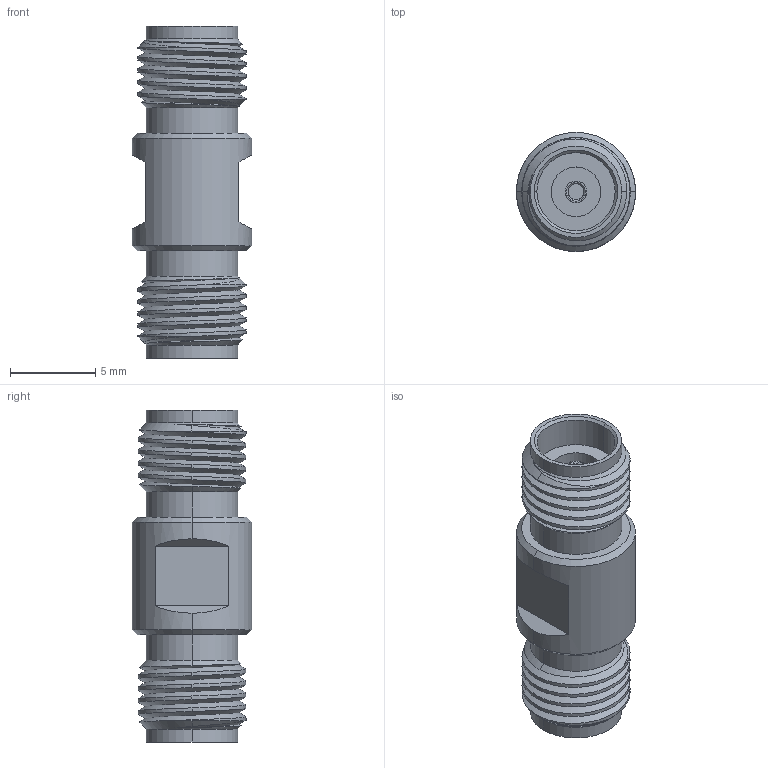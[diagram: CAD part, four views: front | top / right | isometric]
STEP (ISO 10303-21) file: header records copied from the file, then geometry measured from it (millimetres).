
FILE_DESCRIPTION (( 'STEP AP214' ), '1' );
FILE_NAME ('2.92-KK.STEP', '2023-08-31T07:26:44', ( '' ), ( '' ), 'SwSTEP 2.0', 'SolidWorks 2013', '' );
FILE_SCHEMA (( 'AUTOMOTIVE_DESIGN' ));
Length unit declared in the file: millimetre
Products named in the file (1): 2.92-KK
Bounding box: 7 x 7 x 19.51 mm (x, y, z)
Volume: 476 mm3; surface area: 701.6 mm2
Topology: 1 solids, 1 shells, 120 faces, 308 edges, 198 vertices
Faces by surface type: cylinder 48, plane 40, cone 28, bspline 4
Entity records: 4942 total; most frequent: CARTESIAN_POINT 2129, ORIENTED_EDGE 616, DIRECTION 560, EDGE_CURVE 308, AXIS2_PLACEMENT_3D 217, VERTEX_POINT 198, EDGE_LOOP 128, LINE 126
